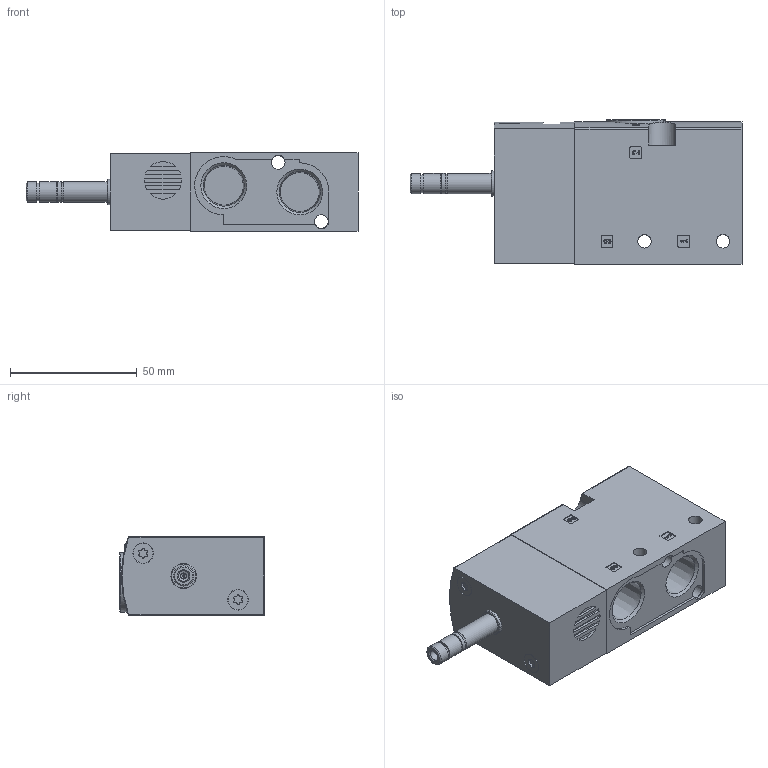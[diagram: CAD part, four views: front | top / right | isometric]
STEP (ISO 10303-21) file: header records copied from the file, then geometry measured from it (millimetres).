
FILE_DESCRIPTION(/* description */ ('STEP AP214'),/* implementation_level */ '2;1');
FILE_NAME(/* name */ '8036723_VUVS-LT30-M32U-MD-N38-F8',/* time_stamp */ '2024-09-17T20:47:53+02:00',/* author */ ('License CC BY-ND 4.0'),/* organization */ ('CADENAS'),/* preprocessor_version */ 'ST-DEVELOPER v19.3',/* originating_system */ 'PARTsolutions',/* authorisation */ ' ');
FILE_SCHEMA (('AUTOMOTIVE_DESIGN {1 0 10303 214 3 1 1}'));
Length unit declared in the file: millimetre
Products named in the file (4): 8036723 VUVS-LT30-M32U-MD-N38-F8; 8089403 VUVS-LT30-M32.-N38 HOUSING---(H---0_-); 2974461 VUVS-L30-N-COVER53---(H---0_-); 1808372 F-M4x40.5-10.9
Assembly tree (4 placements, depth 2):
  8036723 VUVS-LT30-M32U-MD-N38-F8
    8089403 VUVS-LT30-M32.-N38 HOUSING---(H---0_-)
    2974461 VUVS-L30-N-COVER53---(H---0_-)
    1808372 F-M4x40.5-10.9  x2
Bounding box: 131.1 x 57 x 31 mm (x, y, z)
Volume: 153811.2 mm3; surface area: 32097 mm2
Topology: 4 solids, 4 shells, 355 faces, 892 edges, 584 vertices
Faces by surface type: plane 181, cylinder 142, cone 28, torus 4
Full cylindrical faces by diameter (mm): 0.9 x1, 2.4 x1, 3 x2, 3.242 x2, 3.8 x2, 4 x2, 4.134 x1, 4.8 x2, 5.3 x2, 5.4 x2, 7.1 x1, 7.9 x2, 8 x4, 8.1 x2, 10 x1, 23.5 x1
Entity records: 10673 total; most frequent: CARTESIAN_POINT 1729, DIRECTION 1727, ORIENTED_EDGE 1556, EDGE_CURVE 778, AXIS2_PLACEMENT_3D 621, VERTEX_POINT 546, LINE 485, VECTOR 485
